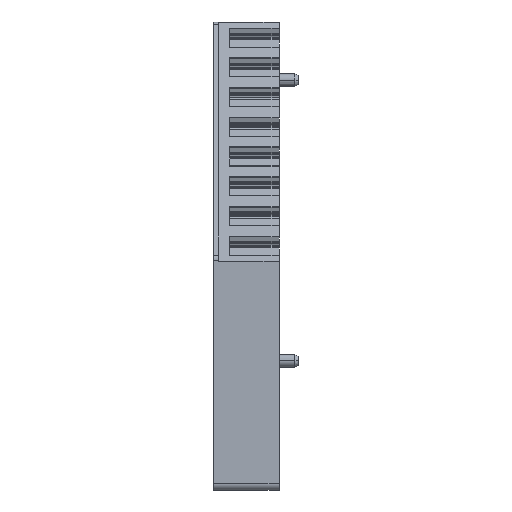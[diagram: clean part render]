
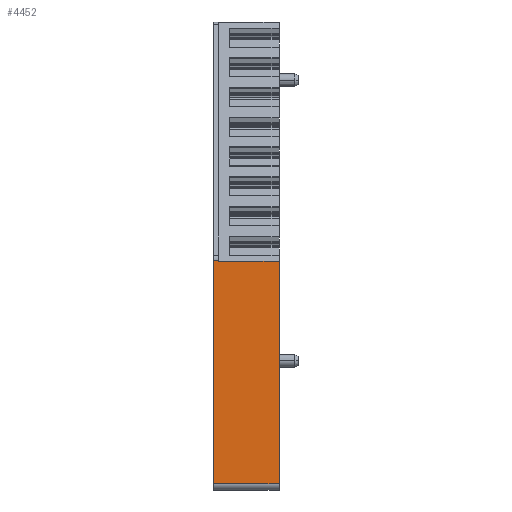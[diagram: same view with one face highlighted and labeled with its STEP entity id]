
A CAD part, front view. The second image highlights one B-rep face of the part: STEP entity #4452.
In plain terms, the highlighted planar face has unit normal (0, -1, 0).
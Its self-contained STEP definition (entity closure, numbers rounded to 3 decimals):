
#4409=AXIS2_PLACEMENT_3D('Plane Axis2P3D',#4406,#4407,#4408) ;
#4384=CARTESIAN_POINT('Vertex',(0.,0.,35.897)) ;
#4387=CARTESIAN_POINT('Line Origine',(5.1,0.,35.897)) ;
#4391=CARTESIAN_POINT('Vertex',(0.8,0.,35.897)) ;
#4406=CARTESIAN_POINT('Axis2P3D Location',(0.,0.,36.4)) ;
#4411=CARTESIAN_POINT('Line Origine',(0.,0.,18.449)) ;
#4415=CARTESIAN_POINT('Vertex',(0.,0.,1.)) ;
#4418=CARTESIAN_POINT('Line Origine',(5.1,0.,1.)) ;
#4422=CARTESIAN_POINT('Vertex',(10.2,0.,1.)) ;
#4425=CARTESIAN_POINT('Line Origine',(10.2,0.,18.357)) ;
#4429=CARTESIAN_POINT('Vertex',(10.2,0.,35.715)) ;
#4432=CARTESIAN_POINT('Line Origine',(5.5,0.,35.715)) ;
#4436=CARTESIAN_POINT('Vertex',(0.8,0.,35.715)) ;
#4439=CARTESIAN_POINT('Line Origine',(0.8,0.,35.806)) ;
#4388=DIRECTION('Vector Direction',(-1.,0.,0.)) ;
#4407=DIRECTION('Axis2P3D Direction',(0.,-1.,0.)) ;
#4408=DIRECTION('Axis2P3D XDirection',(0.,0.,-1.)) ;
#4412=DIRECTION('Vector Direction',(0.,0.,-1.)) ;
#4419=DIRECTION('Vector Direction',(1.,0.,0.)) ;
#4426=DIRECTION('Vector Direction',(0.,0.,-1.)) ;
#4433=DIRECTION('Vector Direction',(1.,0.,0.)) ;
#4440=DIRECTION('Vector Direction',(0.,0.,1.)) ;
#4389=VECTOR('Line Direction',#4388,1.) ;
#4413=VECTOR('Line Direction',#4412,1.) ;
#4420=VECTOR('Line Direction',#4419,1.) ;
#4427=VECTOR('Line Direction',#4426,1.) ;
#4434=VECTOR('Line Direction',#4433,1.) ;
#4441=VECTOR('Line Direction',#4440,1.) ;
#4445=ORIENTED_EDGE('',*,*,#4417,.F.) ;
#4446=ORIENTED_EDGE('',*,*,#4424,.T.) ;
#4447=ORIENTED_EDGE('',*,*,#4431,.F.) ;
#4448=ORIENTED_EDGE('',*,*,#4438,.F.) ;
#4449=ORIENTED_EDGE('',*,*,#4443,.T.) ;
#4450=ORIENTED_EDGE('',*,*,#4393,.F.) ;
#4452=ADVANCED_FACE('BZT_PRV8-35X15',(#4451),#4410,.T.) ;
#4393=EDGE_CURVE('',#4385,#4392,#4390,.F.) ;
#4417=EDGE_CURVE('',#4416,#4385,#4414,.F.) ;
#4424=EDGE_CURVE('',#4416,#4423,#4421,.T.) ;
#4431=EDGE_CURVE('',#4430,#4423,#4428,.T.) ;
#4438=EDGE_CURVE('',#4437,#4430,#4435,.T.) ;
#4443=EDGE_CURVE('',#4437,#4392,#4442,.T.) ;
#4444=EDGE_LOOP('',(#4445,#4446,#4447,#4448,#4449,#4450)) ;
#4451=FACE_OUTER_BOUND('',#4444,.T.) ;
#4390=LINE('Line',#4387,#4389) ;
#4414=LINE('Line',#4411,#4413) ;
#4421=LINE('Line',#4418,#4420) ;
#4428=LINE('Line',#4425,#4427) ;
#4435=LINE('Line',#4432,#4434) ;
#4442=LINE('Line',#4439,#4441) ;
#4410=PLANE('',#4409) ;
#4385=VERTEX_POINT('',#4384) ;
#4392=VERTEX_POINT('',#4391) ;
#4416=VERTEX_POINT('',#4415) ;
#4423=VERTEX_POINT('',#4422) ;
#4430=VERTEX_POINT('',#4429) ;
#4437=VERTEX_POINT('',#4436) ;
